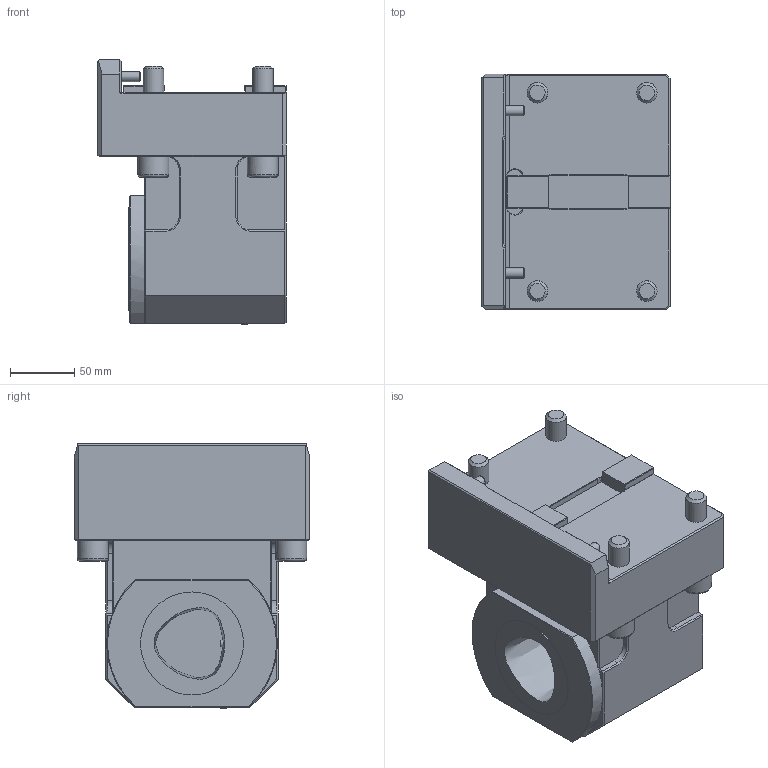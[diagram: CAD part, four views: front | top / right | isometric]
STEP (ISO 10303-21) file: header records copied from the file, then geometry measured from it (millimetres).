
FILE_DESCRIPTION(/* description */ (''),/* implementation_level */ '2;1');
FILE_NAME(/* name */ '1617100046200.stp',/* time_stamp */ '2021-03-30T12:27:32+02:00',/* author */ (''),/* organization */ ('SMS'),/* preprocessor_version */ 'ST-DEVELOPER v16.7',/* originating_system */ 'SIEMENS PLM Software NX 12.0',/* authorisation */ '');
FILE_SCHEMA (('AUTOMOTIVE_DESIGN { 1 0 10303 214 3 1 1 1 }'));
Length unit declared in the file: millimetre
Products named in the file (1): 203455672mod000_00
Bounding box: 146 x 183 x 205.25 mm (x, y, z)
Volume: 3315129.7 mm3; surface area: 179940.4 mm2
Topology: 1 solids, 1 shells, 233 faces, 574 edges, 353 vertices
Faces by surface type: plane 170, cylinder 31, cone 26, torus 4, bspline 1, sphere 1
Full cylindrical faces by diameter (mm): 5 x1, 8 x2, 16 x4, 24 x4, 80 x1
Entity records: 6801 total; most frequent: CARTESIAN_POINT 1400, DIRECTION 1090, ORIENTED_EDGE 1080, EDGE_CURVE 540, LINE 396, VECTOR 396, AXIS2_PLACEMENT_3D 347, VERTEX_POINT 340
